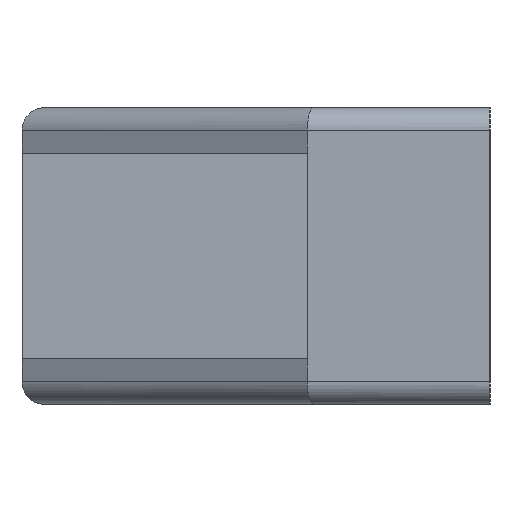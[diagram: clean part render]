
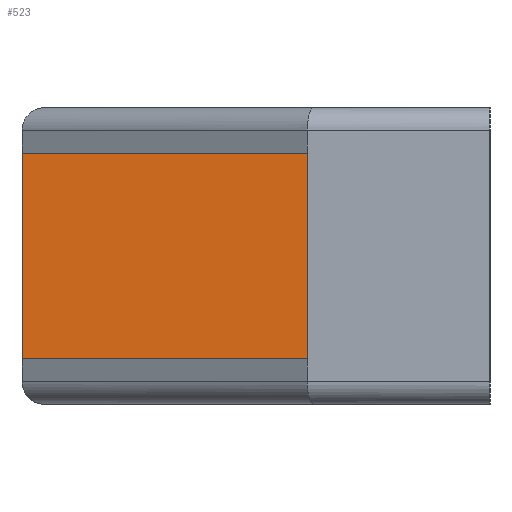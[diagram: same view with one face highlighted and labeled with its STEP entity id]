
A CAD part, left-side view. The second image highlights one B-rep face of the part: STEP entity #523.
In plain terms, the highlighted planar face has unit normal (-1, 0, 0).
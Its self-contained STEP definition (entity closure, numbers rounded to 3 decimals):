
#238 = CARTESIAN_POINT ( 'NONE',  ( -48.046, 41., -9. ) ) ;
#255 = CARTESIAN_POINT ( 'NONE',  ( -48.046, 16., -9. ) ) ;
#264 = CARTESIAN_POINT ( 'NONE',  ( -48.046, 16., 9. ) ) ;
#275 = CARTESIAN_POINT ( 'NONE',  ( -48.046, 41., 9. ) ) ;
#357 = EDGE_CURVE ( 'NONE', #698, #679, #1157, .T. ) ;
#358 = EDGE_CURVE ( 'NONE', #743, #679, #1155, .T. ) ;
#359 = EDGE_CURVE ( 'NONE', #709, #743, #1153, .T. ) ;
#415 = PLANE ( 'NONE',  #462 ) ;
#428 = DIRECTION ( 'NONE',  ( 0., -1., 0. ) ) ;
#430 = DIRECTION ( 'NONE',  ( -1., 0., 0. ) ) ;
#431 = CARTESIAN_POINT ( 'NONE',  ( -48.046, 41., -9. ) ) ;
#462 = AXIS2_PLACEMENT_3D ( 'NONE', #431, #430, #428 ) ;
#523 = ADVANCED_FACE ( 'NONE', ( #1109 ), #415, .T. ) ;
#554 = DIRECTION ( 'NONE',  ( 0., 1., 0. ) ) ;
#557 = CARTESIAN_POINT ( 'NONE',  ( -48.046, 28.5, 9. ) ) ;
#559 = DIRECTION ( 'NONE',  ( 0., 0., -1. ) ) ;
#563 = CARTESIAN_POINT ( 'NONE',  ( -48.046, 41., 0. ) ) ;
#568 = DIRECTION ( 'NONE',  ( 0., 1., 0. ) ) ;
#569 = CARTESIAN_POINT ( 'NONE',  ( -48.046, 28.5, -9. ) ) ;
#679 = VERTEX_POINT ( 'NONE', #238 ) ;
#698 = VERTEX_POINT ( 'NONE', #255 ) ;
#709 = VERTEX_POINT ( 'NONE', #264 ) ;
#743 = VERTEX_POINT ( 'NONE', #275 ) ;
#870 = VECTOR ( 'NONE', #1048, 1000. ) ;
#871 = LINE ( 'NONE', #1047, #870 ) ;
#1047 = CARTESIAN_POINT ( 'NONE',  ( -48.046, 16., 0. ) ) ;
#1048 = DIRECTION ( 'NONE',  ( 0., 0., 1. ) ) ;
#1109 = FACE_OUTER_BOUND ( 'NONE', #1328, .T. ) ;
#1152 = VECTOR ( 'NONE', #554, 1000. ) ;
#1153 = LINE ( 'NONE', #557, #1152 ) ;
#1154 = VECTOR ( 'NONE', #559, 1000. ) ;
#1155 = LINE ( 'NONE', #563, #1154 ) ;
#1156 = VECTOR ( 'NONE', #568, 1000. ) ;
#1157 = LINE ( 'NONE', #569, #1156 ) ;
#1328 = EDGE_LOOP ( 'NONE', ( #1410, #1411, #1412, #1413 ) ) ;
#1410 = ORIENTED_EDGE ( 'NONE', *, *, #1640, .T. ) ;
#1411 = ORIENTED_EDGE ( 'NONE', *, *, #359, .T. ) ;
#1412 = ORIENTED_EDGE ( 'NONE', *, *, #358, .T. ) ;
#1413 = ORIENTED_EDGE ( 'NONE', *, *, #357, .F. ) ;
#1640 = EDGE_CURVE ( 'NONE', #698, #709, #871, .T. ) ;
